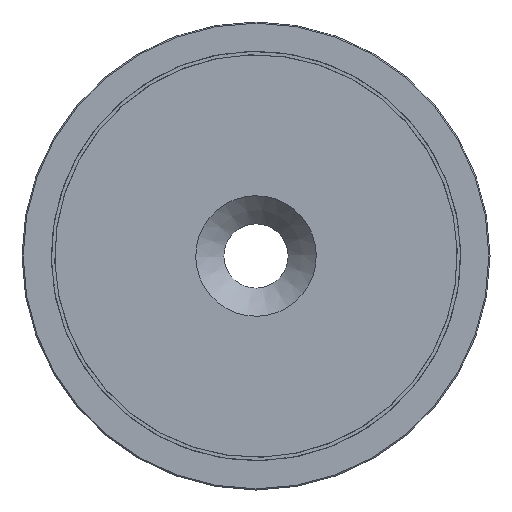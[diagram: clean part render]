
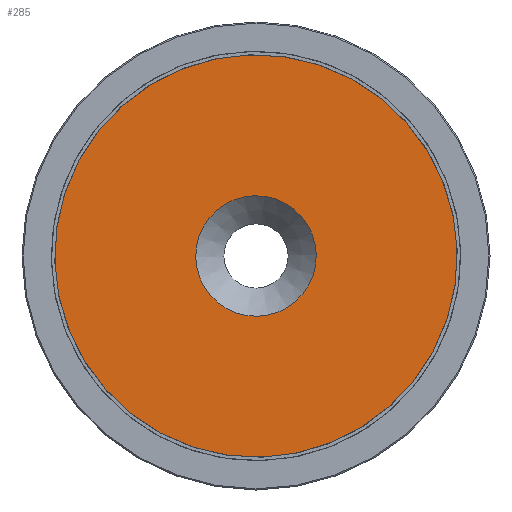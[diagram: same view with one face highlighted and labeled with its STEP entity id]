
A CAD part, front view. The second image highlights one B-rep face of the part: STEP entity #285.
In plain terms, the highlighted face is planar.
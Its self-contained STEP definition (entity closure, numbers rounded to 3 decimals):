
#43=FACE_BOUND('',#88,.T.);
#50=PLANE('',#391);
#67=FACE_OUTER_BOUND('',#87,.T.);
#87=EDGE_LOOP('',(#242,#243));
#88=EDGE_LOOP('',(#244,#245));
#132=CIRCLE('',#389,5.15);
#133=CIRCLE('',#390,5.15);
#134=CIRCLE('',#392,17.2);
#135=CIRCLE('',#393,17.2);
#156=VERTEX_POINT('',#563);
#157=VERTEX_POINT('',#565);
#158=VERTEX_POINT('',#569);
#159=VERTEX_POINT('',#570);
#187=EDGE_CURVE('',#157,#156,#132,.T.);
#188=EDGE_CURVE('',#156,#157,#133,.T.);
#189=EDGE_CURVE('',#158,#159,#134,.T.);
#190=EDGE_CURVE('',#159,#158,#135,.T.);
#242=ORIENTED_EDGE('',*,*,#189,.F.);
#243=ORIENTED_EDGE('',*,*,#190,.F.);
#244=ORIENTED_EDGE('',*,*,#187,.T.);
#245=ORIENTED_EDGE('',*,*,#188,.T.);
#285=ADVANCED_FACE('',(#67,#43),#50,.T.);
#389=AXIS2_PLACEMENT_3D('',#566,#471,#472);
#390=AXIS2_PLACEMENT_3D('',#567,#473,#474);
#391=AXIS2_PLACEMENT_3D('',#568,#475,#476);
#392=AXIS2_PLACEMENT_3D('',#571,#477,#478);
#393=AXIS2_PLACEMENT_3D('',#572,#479,#480);
#471=DIRECTION('center_axis',(1.,0.,0.));
#472=DIRECTION('ref_axis',(0.,0.,-1.));
#473=DIRECTION('center_axis',(1.,0.,0.));
#474=DIRECTION('ref_axis',(0.,0.,-1.));
#475=DIRECTION('center_axis',(-1.,0.,0.));
#476=DIRECTION('ref_axis',(0.,0.,1.));
#477=DIRECTION('center_axis',(1.,0.,0.));
#478=DIRECTION('ref_axis',(0.,0.,-1.));
#479=DIRECTION('center_axis',(1.,0.,0.));
#480=DIRECTION('ref_axis',(0.,0.,-1.));
#563=CARTESIAN_POINT('',(-6.,-5.15,0.));
#565=CARTESIAN_POINT('',(-6.,5.15,0.));
#566=CARTESIAN_POINT('Origin',(-6.,0.,0.));
#567=CARTESIAN_POINT('Origin',(-6.,0.,0.));
#568=CARTESIAN_POINT('Origin',(-6.,17.2,0.));
#569=CARTESIAN_POINT('',(-6.,17.2,0.));
#570=CARTESIAN_POINT('',(-6.,-17.2,0.));
#571=CARTESIAN_POINT('Origin',(-6.,0.,0.));
#572=CARTESIAN_POINT('Origin',(-6.,0.,0.));
